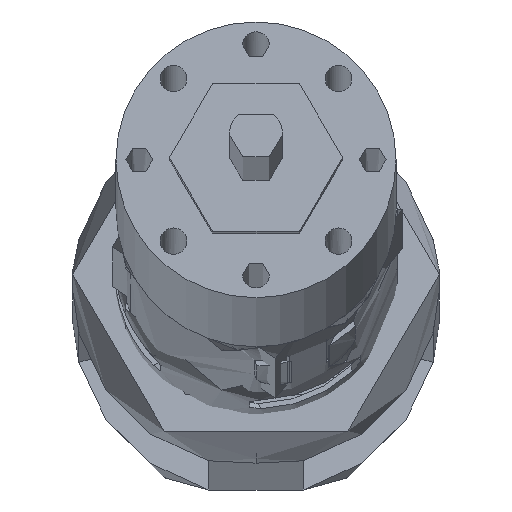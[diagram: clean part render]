
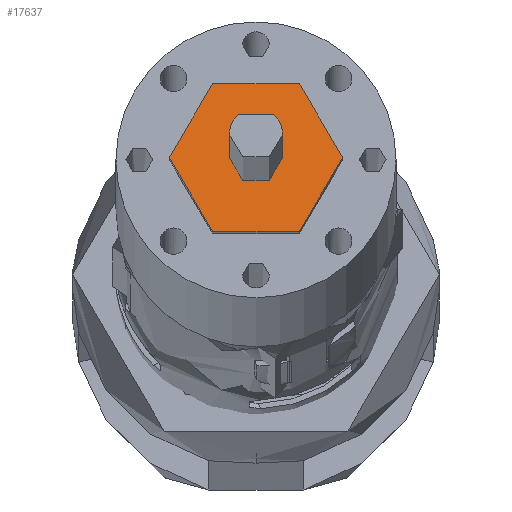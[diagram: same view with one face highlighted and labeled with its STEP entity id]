
A CAD part, top view. The second image highlights one B-rep face of the part: STEP entity #17637.
In plain terms, the highlighted planar face has unit normal (0, 0.174, 0.985).
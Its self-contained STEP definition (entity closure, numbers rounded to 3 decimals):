
#681 = EDGE_CURVE ( 'NONE', #11281, #17642, #13498, .T. ) ;
#964 = ORIENTED_EDGE ( 'NONE', *, *, #3569, .F. ) ;
#1157 = CARTESIAN_POINT ( 'NONE',  ( 13., -1.736, 30.154 ) ) ;
#1168 = DIRECTION ( 'NONE',  ( 1., 0., 0. ) ) ;
#1275 = DIRECTION ( 'NONE',  ( 1., 0., 0. ) ) ;
#1671 = ORIENTED_EDGE ( 'NONE', *, *, #2800, .F. ) ;
#1695 = AXIS2_PLACEMENT_3D ( 'NONE', #17120, #11460, #1275 ) ;
#2026 = VERTEX_POINT ( 'NONE', #5414 ) ;
#2450 = CARTESIAN_POINT ( 'NONE',  ( 0., -1.736, 30.154 ) ) ;
#2726 = DIRECTION ( 'NONE',  ( 1., 0., 0. ) ) ;
#2800 = EDGE_CURVE ( 'NONE', #10437, #2026, #10877, .T. ) ;
#3490 = ORIENTED_EDGE ( 'NONE', *, *, #681, .T. ) ;
#3569 = EDGE_CURVE ( 'NONE', #2026, #10437, #11780, .T. ) ;
#3659 = DIRECTION ( 'NONE',  ( 1., 0., 0. ) ) ;
#3921 = CARTESIAN_POINT ( 'NONE',  ( -4., -1.736, 30.154 ) ) ;
#4034 = AXIS2_PLACEMENT_3D ( 'NONE', #9134, #7830, #3659 ) ;
#5414 = CARTESIAN_POINT ( 'NONE',  ( 4., -1.736, 30.154 ) ) ;
#7830 = DIRECTION ( 'NONE',  ( 0., 0.174, 0.985 ) ) ;
#7942 = DIRECTION ( 'NONE',  ( 0., 0.174, 0.985 ) ) ;
#8061 = EDGE_LOOP ( 'NONE', ( #3490, #12423 ) ) ;
#9134 = CARTESIAN_POINT ( 'NONE',  ( 0., -1.736, 30.154 ) ) ;
#9511 = EDGE_CURVE ( 'NONE', #17642, #11281, #18229, .T. ) ;
#10183 = CARTESIAN_POINT ( 'NONE',  ( -13., -1.736, 30.154 ) ) ;
#10232 = AXIS2_PLACEMENT_3D ( 'NONE', #12195, #7942, #1168 ) ;
#10426 = FACE_BOUND ( 'NONE', #16993, .T. ) ;
#10437 = VERTEX_POINT ( 'NONE', #3921 ) ;
#10877 = CIRCLE ( 'NONE', #1695, 4. ) ;
#11281 = VERTEX_POINT ( 'NONE', #10183 ) ;
#11460 = DIRECTION ( 'NONE',  ( 0., 0.174, 0.985 ) ) ;
#11780 = CIRCLE ( 'NONE', #15637, 4. ) ;
#12195 = CARTESIAN_POINT ( 'NONE',  ( 0., -1.736, 30.154 ) ) ;
#12423 = ORIENTED_EDGE ( 'NONE', *, *, #9511, .T. ) ;
#13498 = CIRCLE ( 'NONE', #4034, 13. ) ;
#13641 = DIRECTION ( 'NONE',  ( 1., 0., 0. ) ) ;
#14845 = CARTESIAN_POINT ( 'NONE',  ( 0., -1.736, 30.154 ) ) ;
#15218 = AXIS2_PLACEMENT_3D ( 'NONE', #2450, #15334, #2726 ) ;
#15233 = PLANE ( 'NONE',  #15218 ) ;
#15334 = DIRECTION ( 'NONE',  ( 0., 0.174, 0.985 ) ) ;
#15388 = DIRECTION ( 'NONE',  ( 0., 0.174, 0.985 ) ) ;
#15429 = FACE_OUTER_BOUND ( 'NONE', #8061, .T. ) ;
#15637 = AXIS2_PLACEMENT_3D ( 'NONE', #14845, #15388, #13641 ) ;
#16993 = EDGE_LOOP ( 'NONE', ( #1671, #964 ) ) ;
#17120 = CARTESIAN_POINT ( 'NONE',  ( 0., -1.736, 30.154 ) ) ;
#17637 = ADVANCED_FACE ( 'NONE', ( #10426, #15429 ), #15233, .T. ) ;
#17642 = VERTEX_POINT ( 'NONE', #1157 ) ;
#18229 = CIRCLE ( 'NONE', #10232, 13. ) ;
